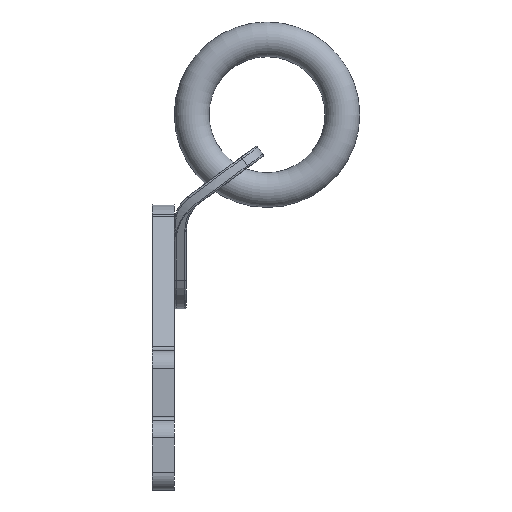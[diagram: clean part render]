
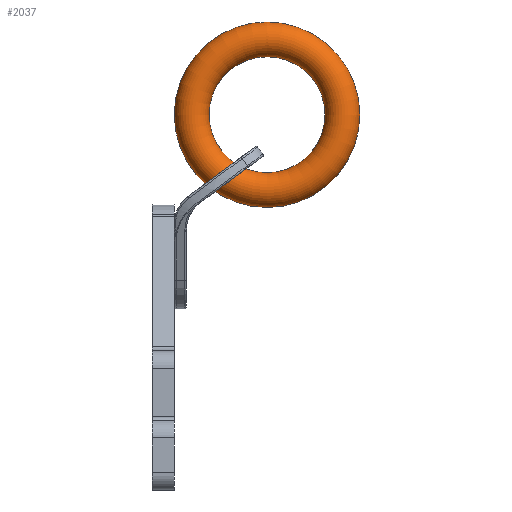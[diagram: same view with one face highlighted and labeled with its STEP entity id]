
A CAD part, front view. The second image highlights one B-rep face of the part: STEP entity #2037.
In plain terms, the highlighted toroidal (fillet/blend) face has major radius 21.669 mm and minor radius 5 mm.
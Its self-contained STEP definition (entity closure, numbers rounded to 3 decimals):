
#75=TOROIDAL_SURFACE('',#2242,21.669,5.);
#209=FACE_OUTER_BOUND('',#355,.T.);
#355=EDGE_LOOP('',(#1600,#1601,#1602,#1603));
#734=CIRCLE('',#2243,5.);
#735=CIRCLE('',#2244,16.669);
#921=VERTEX_POINT('',#3356);
#1155=EDGE_CURVE('',#921,#921,#734,.T.);
#1156=EDGE_CURVE('',#921,#921,#735,.T.);
#1600=ORIENTED_EDGE('',*,*,#1155,.F.);
#1601=ORIENTED_EDGE('',*,*,#1156,.T.);
#1602=ORIENTED_EDGE('',*,*,#1155,.T.);
#1603=ORIENTED_EDGE('',*,*,#1156,.F.);
#2037=ADVANCED_FACE('',(#209),#75,.T.);
#2242=AXIS2_PLACEMENT_3D('',#3355,#2702,#2703);
#2243=AXIS2_PLACEMENT_3D('',#3357,#2704,#2705);
#2244=AXIS2_PLACEMENT_3D('',#3358,#2706,#2707);
#2702=DIRECTION('center_axis',(-1.,0.,0.));
#2703=DIRECTION('ref_axis',(0.,0.,1.));
#2704=DIRECTION('center_axis',(0.,-1.,0.));
#2705=DIRECTION('ref_axis',(0.,0.,-1.));
#2706=DIRECTION('center_axis',(1.,0.,0.));
#2707=DIRECTION('ref_axis',(0.,0.,1.));
#3355=CARTESIAN_POINT('Origin',(0.,26.669,-14.606));
#3356=CARTESIAN_POINT('',(0.,26.669,-31.275));
#3357=CARTESIAN_POINT('Origin',(0.,26.669,-36.275));
#3358=CARTESIAN_POINT('Origin',(0.,26.669,-14.606));
